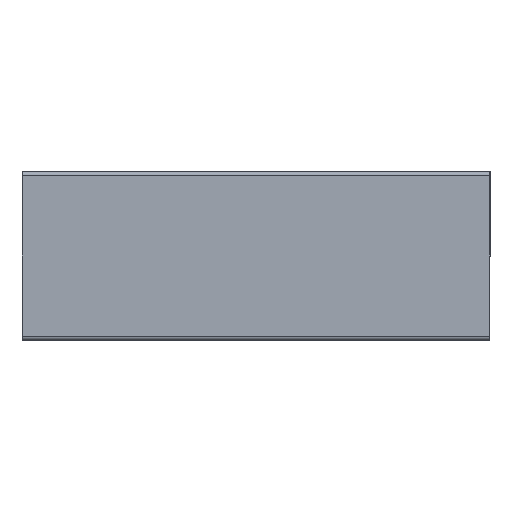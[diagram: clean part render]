
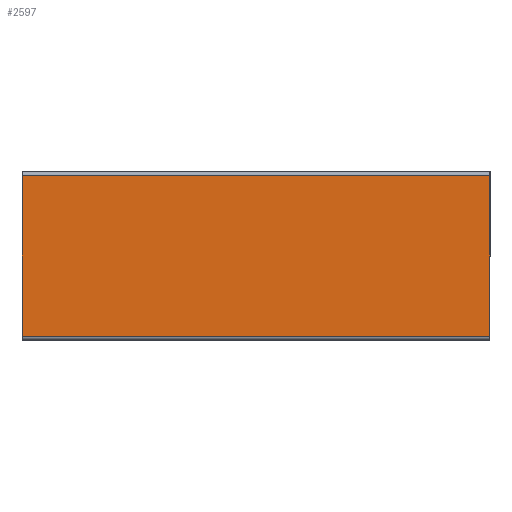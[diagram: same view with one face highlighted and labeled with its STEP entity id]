
A CAD part, left-side view. The second image highlights one B-rep face of the part: STEP entity #2597.
In plain terms, the highlighted planar face has unit normal (-1, 0, 0).
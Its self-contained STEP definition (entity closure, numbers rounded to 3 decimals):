
#88 = DIRECTION ( 'NONE',  ( 1., 0., 0. ) ) ;
#318 = CARTESIAN_POINT ( 'NONE',  ( -0.3, 0.44, 1.25 ) ) ;
#395 = PLANE ( 'NONE',  #1381 ) ;
#503 = DIRECTION ( 'NONE',  ( 0., -1., 0. ) ) ;
#517 = ORIENTED_EDGE ( 'NONE', *, *, #966, .F. ) ;
#574 = EDGE_CURVE ( 'NONE', #2776, #1487, #1037, .T. ) ;
#663 = DIRECTION ( 'NONE',  ( 0., -1., 0. ) ) ;
#680 = VERTEX_POINT ( 'NONE', #318 ) ;
#701 = EDGE_CURVE ( 'NONE', #680, #2450, #1884, .T. ) ;
#715 = DIRECTION ( 'NONE',  ( 0., 0., -1. ) ) ;
#844 = CARTESIAN_POINT ( 'NONE',  ( -0.3, 0.01, 1.25 ) ) ;
#966 = EDGE_CURVE ( 'NONE', #2450, #1487, #2141, .T. ) ;
#1037 = LINE ( 'NONE', #3518, #2030 ) ;
#1273 = VECTOR ( 'NONE', #3581, 1000. ) ;
#1381 = AXIS2_PLACEMENT_3D ( 'NONE', #1716, #88, #715 ) ;
#1487 = VERTEX_POINT ( 'NONE', #3286 ) ;
#1655 = VECTOR ( 'NONE', #4042, 1000. ) ;
#1716 = CARTESIAN_POINT ( 'NONE',  ( -0.3, 0.01, 1.25 ) ) ;
#1884 = LINE ( 'NONE', #3290, #2340 ) ;
#2030 = VECTOR ( 'NONE', #503, 1000. ) ;
#2141 = LINE ( 'NONE', #844, #1273 ) ;
#2182 = EDGE_LOOP ( 'NONE', ( #4331, #517, #3746, #4261 ) ) ;
#2340 = VECTOR ( 'NONE', #663, 1000. ) ;
#2450 = VERTEX_POINT ( 'NONE', #4249 ) ;
#2546 = LINE ( 'NONE', #4057, #1655 ) ;
#2597 = ADVANCED_FACE ( 'NONE', ( #4228 ), #395, .F. ) ;
#2776 = VERTEX_POINT ( 'NONE', #2849 ) ;
#2849 = CARTESIAN_POINT ( 'NONE',  ( -0.3, 0.44, 0. ) ) ;
#3286 = CARTESIAN_POINT ( 'NONE',  ( -0.3, 0.01, 0. ) ) ;
#3290 = CARTESIAN_POINT ( 'NONE',  ( -0.3, 0.01, 1.25 ) ) ;
#3518 = CARTESIAN_POINT ( 'NONE',  ( -0.3, 0.01, 0. ) ) ;
#3581 = DIRECTION ( 'NONE',  ( 0., 0., -1. ) ) ;
#3746 = ORIENTED_EDGE ( 'NONE', *, *, #701, .F. ) ;
#4042 = DIRECTION ( 'NONE',  ( 0., 0., -1. ) ) ;
#4057 = CARTESIAN_POINT ( 'NONE',  ( -0.3, 0.44, 1.25 ) ) ;
#4159 = EDGE_CURVE ( 'NONE', #680, #2776, #2546, .T. ) ;
#4228 = FACE_OUTER_BOUND ( 'NONE', #2182, .T. ) ;
#4249 = CARTESIAN_POINT ( 'NONE',  ( -0.3, 0.01, 1.25 ) ) ;
#4261 = ORIENTED_EDGE ( 'NONE', *, *, #4159, .T. ) ;
#4331 = ORIENTED_EDGE ( 'NONE', *, *, #574, .T. ) ;
